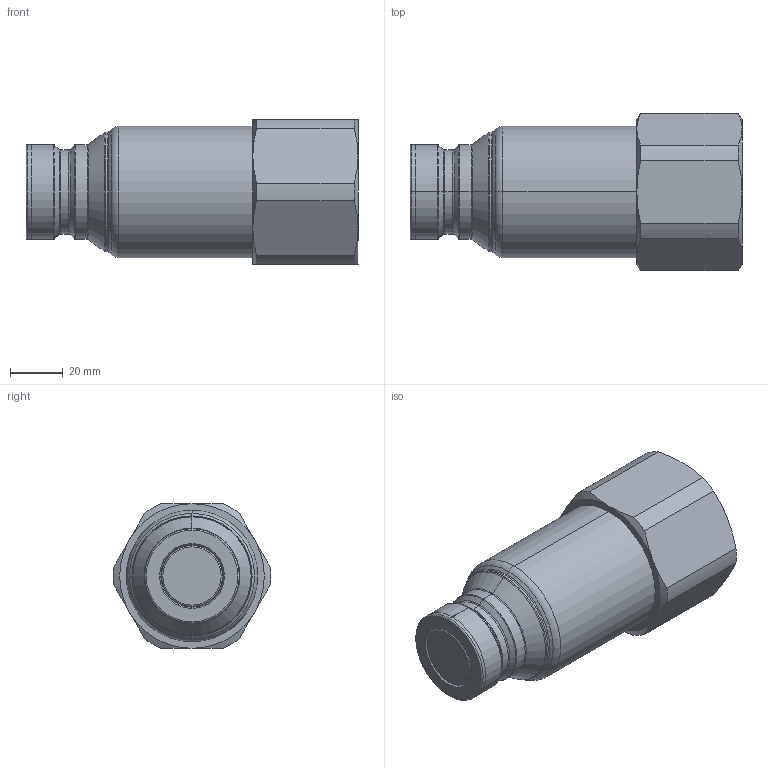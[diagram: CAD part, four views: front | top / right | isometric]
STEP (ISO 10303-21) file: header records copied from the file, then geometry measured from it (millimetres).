
FILE_DESCRIPTION (( 'STEP AP214' ), '1' );
FILE_NAME ('FEC-1002-16FB.STEP', '2014-08-14T12:34:06', ( 'admin' ), ( 'Microsoft' ), 'SwSTEP 2.0', 'SolidWorks 2009', '' );
FILE_SCHEMA (( 'AUTOMOTIVE_DESIGN' ));
Length unit declared in the file: millimetre
Products named in the file (1): FEC-1002-16FB
Bounding box: 126.26 x 59.96 x 55 mm (x, y, z)
Volume: 275804.4 mm3; surface area: 73033.8 mm2
Topology: 7 solids, 7 shells, 331 faces, 719 edges, 416 vertices
Faces by surface type: cylinder 99, cone 90, torus 76, plane 66
Entity records: 9196 total; most frequent: DIRECTION 1759, CARTESIAN_POINT 1731, ORIENTED_EDGE 1438, AXIS2_PLACEMENT_3D 756, EDGE_CURVE 719, CIRCLE 424, VERTEX_POINT 416, EDGE_LOOP 355
